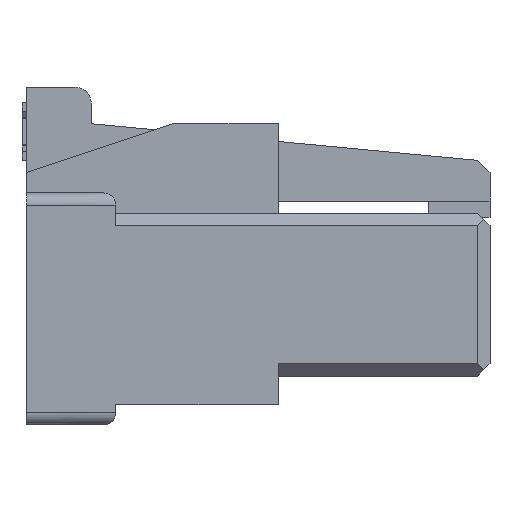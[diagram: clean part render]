
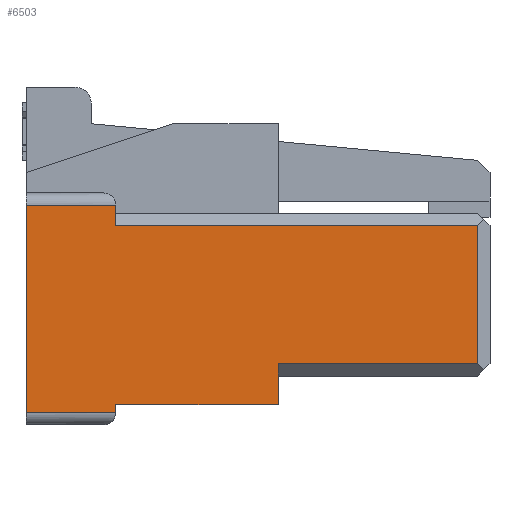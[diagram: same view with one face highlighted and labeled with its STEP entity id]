
A CAD part, front view. The second image highlights one B-rep face of the part: STEP entity #6503.
In plain terms, the highlighted planar face has unit normal (0, -1, 0).
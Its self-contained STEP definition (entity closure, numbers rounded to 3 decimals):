
#2755=CARTESIAN_POINT('',(-2.791,-9.131,1.248));
#2756=VERTEX_POINT('',#2755);
#2856=CARTESIAN_POINT('',(-2.791,-9.131,-1.248));
#2857=VERTEX_POINT('',#2856);
#2865=CARTESIAN_POINT('',(-2.791,-9.131,-1.248));
#2866=DIRECTION('',(0.,0.,1.));
#2867=VECTOR('',#2866,2.497);
#2868=LINE('',#2865,#2867);
#2869=EDGE_CURVE('',#2857,#2756,#2868,.T.);
#6425=CARTESIAN_POINT('',(-2.791,-9.131,1.395));
#6426=DIRECTION('',(0.,0.,1.));
#6427=DIRECTION('',(0.,-1.,0.));
#6428=AXIS2_PLACEMENT_3D('',#6425,#6427,#6426);
#6429=PLANE('',#6428);
#6430=CARTESIAN_POINT('',(-1.714,-9.131,-1.151));
#6431=VERTEX_POINT('',#6430);
#6432=CARTESIAN_POINT('',(0.245,-9.131,-1.151));
#6433=VERTEX_POINT('',#6432);
#6434=CARTESIAN_POINT('',(-1.714,-9.131,-1.151));
#6435=DIRECTION('',(1.,0.,0.));
#6436=VECTOR('',#6435,1.958);
#6437=LINE('',#6434,#6436);
#6438=EDGE_CURVE('',#6431,#6433,#6437,.T.);
#6439=ORIENTED_EDGE('',*,*,#6438,.T.);
#6440=CARTESIAN_POINT('',(0.245,-9.131,-0.661));
#6441=VERTEX_POINT('',#6440);
#6442=CARTESIAN_POINT('',(0.245,-9.131,-1.151));
#6443=DIRECTION('',(0.,0.,1.));
#6444=VECTOR('',#6443,0.49);
#6445=LINE('',#6442,#6444);
#6446=EDGE_CURVE('',#6433,#6441,#6445,.T.);
#6447=ORIENTED_EDGE('',*,*,#6446,.T.);
#6448=CARTESIAN_POINT('',(2.644,-9.131,-0.661));
#6449=VERTEX_POINT('',#6448);
#6450=CARTESIAN_POINT('',(0.245,-9.131,-0.661));
#6451=DIRECTION('',(1.,0.,0.));
#6452=VECTOR('',#6451,2.399);
#6453=LINE('',#6450,#6452);
#6454=EDGE_CURVE('',#6441,#6449,#6453,.T.);
#6455=ORIENTED_EDGE('',*,*,#6454,.T.);
#6456=CARTESIAN_POINT('',(2.644,-9.131,1.004));
#6457=VERTEX_POINT('',#6456);
#6458=CARTESIAN_POINT('',(2.644,-9.131,-0.661));
#6459=DIRECTION('',(0.,0.,1.));
#6460=VECTOR('',#6459,1.665);
#6461=LINE('',#6458,#6460);
#6462=EDGE_CURVE('',#6449,#6457,#6461,.T.);
#6463=ORIENTED_EDGE('',*,*,#6462,.T.);
#6464=CARTESIAN_POINT('',(-1.714,-9.131,1.004));
#6465=VERTEX_POINT('',#6464);
#6466=CARTESIAN_POINT('',(2.644,-9.131,1.004));
#6467=DIRECTION('',(-1.,0.,0.));
#6468=VECTOR('',#6467,4.357);
#6469=LINE('',#6466,#6468);
#6470=EDGE_CURVE('',#6457,#6465,#6469,.T.);
#6471=ORIENTED_EDGE('',*,*,#6470,.T.);
#6472=CARTESIAN_POINT('',(-1.714,-9.131,1.248));
#6473=VERTEX_POINT('',#6472);
#6474=CARTESIAN_POINT('',(-1.714,-9.131,1.004));
#6475=DIRECTION('',(0.,0.,1.));
#6476=VECTOR('',#6475,0.245);
#6477=LINE('',#6474,#6476);
#6478=EDGE_CURVE('',#6465,#6473,#6477,.T.);
#6479=ORIENTED_EDGE('',*,*,#6478,.T.);
#6480=CARTESIAN_POINT('',(-1.714,-9.131,1.248));
#6481=DIRECTION('',(-1.,0.,0.));
#6482=VECTOR('',#6481,1.077);
#6483=LINE('',#6480,#6482);
#6484=EDGE_CURVE('',#6473,#2756,#6483,.T.);
#6485=ORIENTED_EDGE('',*,*,#6484,.T.);
#6486=ORIENTED_EDGE('',*,*,#2869,.F.);
#6487=CARTESIAN_POINT('',(-1.714,-9.131,-1.248));
#6488=VERTEX_POINT('',#6487);
#6489=CARTESIAN_POINT('',(-2.791,-9.131,-1.248));
#6490=DIRECTION('',(1.,0.,0.));
#6491=VECTOR('',#6490,1.077);
#6492=LINE('',#6489,#6491);
#6493=EDGE_CURVE('',#2857,#6488,#6492,.T.);
#6494=ORIENTED_EDGE('',*,*,#6493,.T.);
#6495=CARTESIAN_POINT('',(-1.714,-9.131,-1.248));
#6496=DIRECTION('',(0.,0.,1.));
#6497=VECTOR('',#6496,0.098);
#6498=LINE('',#6495,#6497);
#6499=EDGE_CURVE('',#6488,#6431,#6498,.T.);
#6500=ORIENTED_EDGE('',*,*,#6499,.T.);
#6501=EDGE_LOOP('',(#6439,#6447,#6455,#6463,#6471,#6479,#6485,#6486,#6494,#6500));
#6502=FACE_OUTER_BOUND('',#6501,.T.);
#6503=ADVANCED_FACE('',(#6502),#6429,.T.);
